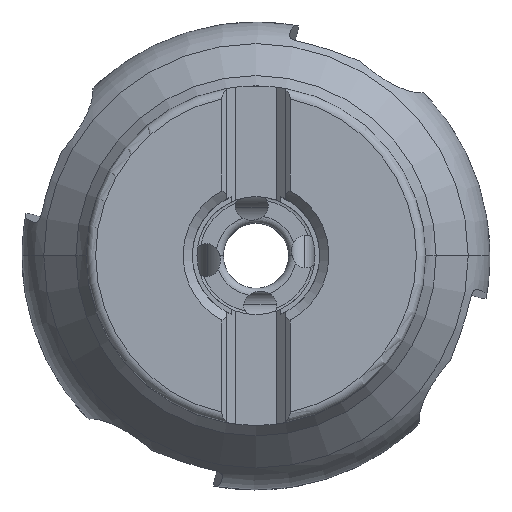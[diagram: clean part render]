
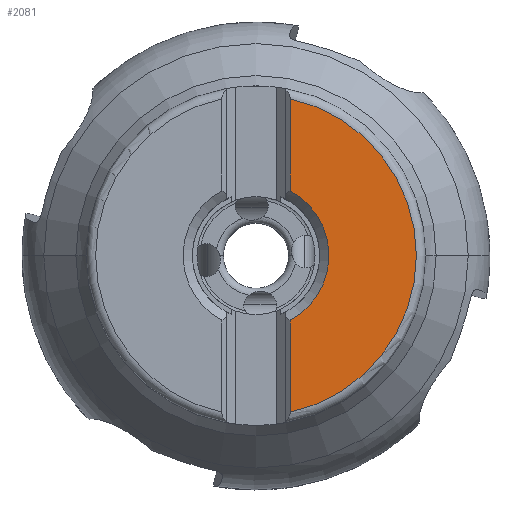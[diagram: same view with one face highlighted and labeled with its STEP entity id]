
A CAD part, top view. The second image highlights one B-rep face of the part: STEP entity #2081.
In plain terms, the highlighted planar face has unit normal (0, 0, 1).
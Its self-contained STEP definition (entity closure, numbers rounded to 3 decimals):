
#545=PLANE('',#11588);
#1086=LINE('',#28696,#1567);
#1087=LINE('',#28700,#1568);
#1567=VECTOR('',#13545,1.);
#1568=VECTOR('',#13550,1.);
#2081=ADVANCED_FACE('',(#2736),#545,.T.);
#2736=FACE_OUTER_BOUND('',#3374,.T.);
#3374=EDGE_LOOP('',(#6317,#6318,#6319,#6320));
#6317=ORIENTED_EDGE('',*,*,#9725,.T.);
#6318=ORIENTED_EDGE('',*,*,#9726,.T.);
#6319=ORIENTED_EDGE('',*,*,#9712,.T.);
#6320=ORIENTED_EDGE('',*,*,#9724,.T.);
#8331=VERTEX_POINT('',#28602);
#8332=VERTEX_POINT('',#28603);
#8339=VERTEX_POINT('',#28695);
#8340=VERTEX_POINT('',#28699);
#9712=EDGE_CURVE('',#8331,#8332,#10539,.T.);
#9724=EDGE_CURVE('',#8332,#8339,#1086,.T.);
#9725=EDGE_CURVE('',#8339,#8340,#10543,.T.);
#9726=EDGE_CURVE('',#8340,#8331,#1087,.T.);
#10539=CIRCLE('',#11580,17.255);
#10543=CIRCLE('',#11587,7.85);
#11580=AXIS2_PLACEMENT_3D('',#28601,#13532,#13533);
#11587=AXIS2_PLACEMENT_3D('',#28698,#13548,#13549);
#11588=AXIS2_PLACEMENT_3D('',#28701,#13551,#13552);
#13532=DIRECTION('',(0.,0.,1.));
#13533=DIRECTION('',(0.213,-0.977,0.));
#13545=DIRECTION('',(0.,-1.,0.));
#13548=DIRECTION('',(0.,0.,-1.));
#13549=DIRECTION('',(0.468,0.884,0.));
#13550=DIRECTION('',(0.,-1.,0.));
#13551=DIRECTION('',(0.,0.,1.));
#13552=DIRECTION('',(-1.,0.,0.));
#28601=CARTESIAN_POINT('',(0.,0.,0.));
#28602=CARTESIAN_POINT('',(3.675,-16.859,0.));
#28603=CARTESIAN_POINT('',(3.675,16.859,0.));
#28695=CARTESIAN_POINT('',(3.675,6.937,0.));
#28696=CARTESIAN_POINT('',(3.675,16.859,0.));
#28698=CARTESIAN_POINT('',(0.,0.,0.));
#28699=CARTESIAN_POINT('',(3.675,-6.937,0.));
#28700=CARTESIAN_POINT('',(3.675,-6.937,0.));
#28701=CARTESIAN_POINT('',(0.,0.,0.));
